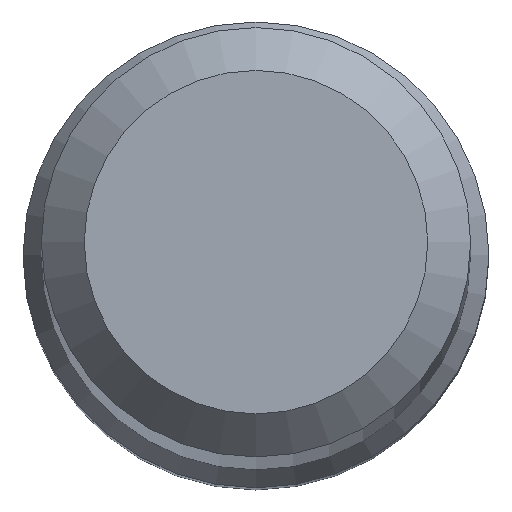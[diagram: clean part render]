
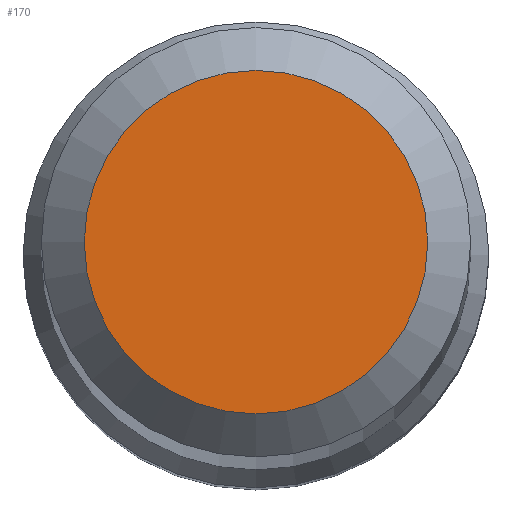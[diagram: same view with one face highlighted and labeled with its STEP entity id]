
A CAD part, top view. The second image highlights one B-rep face of the part: STEP entity #170.
In plain terms, the highlighted planar face has unit normal (0, 0, 1).
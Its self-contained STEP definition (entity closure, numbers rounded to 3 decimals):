
#4 = DIRECTION ( 'NONE',  ( 0., 1., 0. ) ) ;
#6 = CARTESIAN_POINT ( 'NONE',  ( 0., 0., 80. ) ) ;
#13 = CARTESIAN_POINT ( 'NONE',  ( 0., 1.6, 80. ) ) ;
#37 = FACE_OUTER_BOUND ( 'NONE', #146, .T. ) ;
#59 = DIRECTION ( 'NONE',  ( 0., 1., 0. ) ) ;
#90 = AXIS2_PLACEMENT_3D ( 'NONE', #118, #177, #4 ) ;
#117 = PLANE ( 'NONE',  #90 ) ;
#118 = CARTESIAN_POINT ( 'NONE',  ( 0., 0., 80. ) ) ;
#128 = ORIENTED_EDGE ( 'NONE', *, *, #217, .F. ) ;
#137 = DIRECTION ( 'NONE',  ( 0., 0., -1. ) ) ;
#146 = EDGE_LOOP ( 'NONE', ( #128 ) ) ;
#155 = AXIS2_PLACEMENT_3D ( 'NONE', #6, #137, #59 ) ;
#170 = ADVANCED_FACE ( 'NONE', ( #37 ), #117, .F. ) ;
#177 = DIRECTION ( 'NONE',  ( 0., 0., -1. ) ) ;
#181 = VERTEX_POINT ( 'NONE', #13 ) ;
#183 = CIRCLE ( 'NONE', #155, 1.6 ) ;
#217 = EDGE_CURVE ( 'NONE', #181, #181, #183, .T. ) ;
